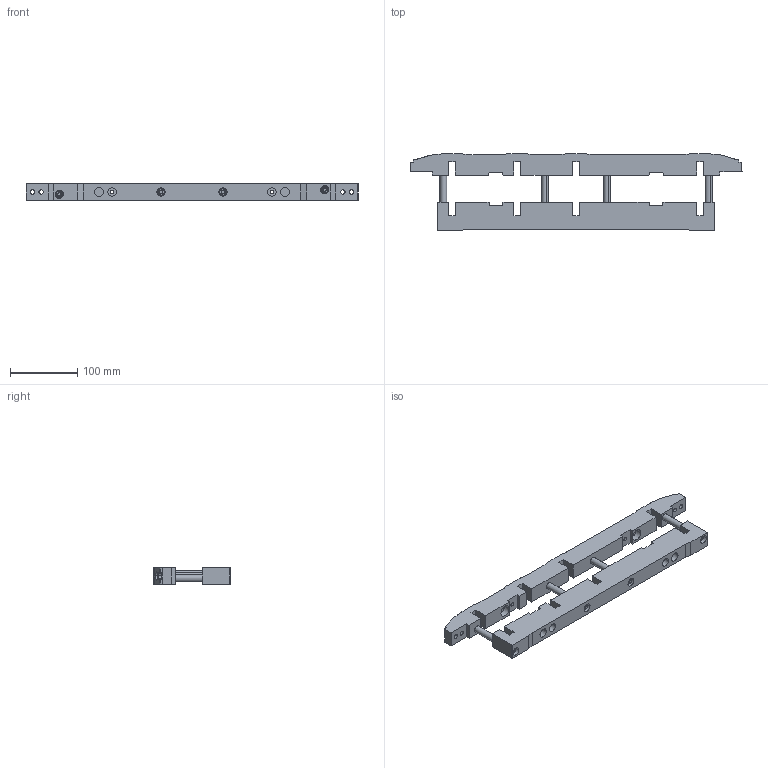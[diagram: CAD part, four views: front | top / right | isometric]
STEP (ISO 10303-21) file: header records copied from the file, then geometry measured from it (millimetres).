
FILE_DESCRIPTION(('CATIA V5 STEP Exchange','CAx-IF Rec.Pracs.--- Model Styling and Organization---1.5--- 2016-08-15','CAx-IF Rec.Pracs.---Supplemental Geometry---1.0---2011-11-01','CAx-IF Rec.Pracs.--- Composite Materials ---1.1---2010-07-15'),'2;1');
FILE_NAME('A8017275_L_Sammelschienentraeger_SST_185_8010.stp','2023-10-11T07:47:51+00:00',('none'),('none'),'CATIA Version 5-6 Release 2021 SP4 HF5','CATIA V5 STEP AP214 v2','none');
FILE_SCHEMA(('AUTOMOTIVE_DESIGN { 1 0 10303 214 1 1 1 1 }'));
Length unit declared in the file: millimetre
Products named in the file (6): A8017275_L_Sammelschienentraeger SST-185/8010; 66108 Sechskantmutter M6 DIN934-M6-6-A3B/KF R2.1; 32608_L01_Sammelschienentraeger; 32609_L01_Sammelschienentraeger; 68352_Zylinderschr mit Innensechskt M6x100_DIN 912; 34266_03_Distanzhuelse
Assembly tree (14 placements, depth 2):
  A8017275_L_Sammelschienentraeger SST-185/8010
    66108 Sechskantmutter M6 DIN934-M6-6-A3B/KF R2.1  x4
    32608_L01_Sammelschienentraeger
    32609_L01_Sammelschienentraeger
    68352_Zylinderschr mit Innensechskt M6x100_DIN 912  x4
    34266_03_Distanzhuelse  x4
Bounding box: 495 x 114.1 x 24 mm (x, y, z)
Volume: 679733 mm3; surface area: 154548.7 mm2
Topology: 14 solids, 14 shells, 475 faces, 1147 edges, 738 vertices
Faces by surface type: plane 219, cylinder 160, cone 88, torus 8
Entity records: 9130 total; most frequent: CARTESIAN_POINT 1970, ORIENTED_EDGE 1586, DIRECTION 1139, EDGE_CURVE 793, VERTEX_POINT 522, VECTOR 471, LINE 471, AXIS2_PLACEMENT_3D 469
